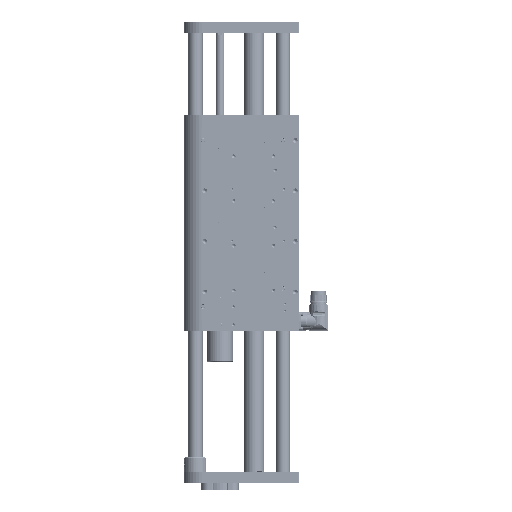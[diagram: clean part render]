
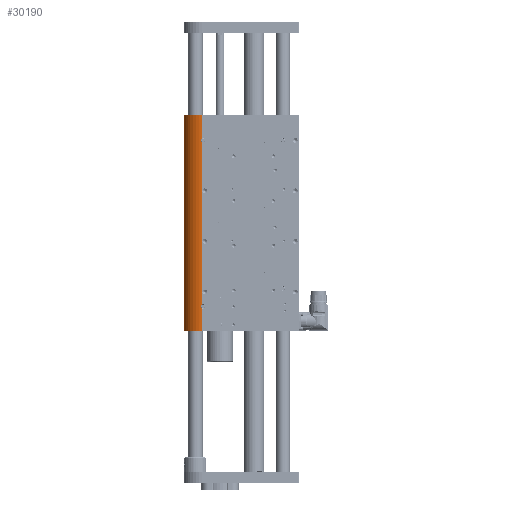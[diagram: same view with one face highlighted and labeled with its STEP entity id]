
A CAD part, left-side view. The second image highlights one B-rep face of the part: STEP entity #30190.
In plain terms, the highlighted cylindrical face has radius 25 mm (diameter 50 mm), a partial arc.
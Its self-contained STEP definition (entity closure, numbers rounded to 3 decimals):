
#2993 = CARTESIAN_POINT ( 'NONE',  ( -25., 72., 299. ) ) ;
#3003 = DIRECTION ( 'NONE',  ( 0., 0., -1. ) ) ;
#3660 = CARTESIAN_POINT ( 'NONE',  ( 25., 72., 299. ) ) ;
#4894 = VECTOR ( 'NONE', #50858, 1000. ) ;
#5335 = EDGE_CURVE ( 'NONE', #58109, #45402, #126745, .T. ) ;
#7204 = CARTESIAN_POINT ( 'NONE',  ( -25., 72., 37.127 ) ) ;
#9761 = VECTOR ( 'NONE', #77061, 1000. ) ;
#10243 = CARTESIAN_POINT ( 'NONE',  ( -24.958, 73.44, 265.024 ) ) ;
#11228 = VERTEX_POINT ( 'NONE', #40436 ) ;
#11807 = CARTESIAN_POINT ( 'NONE',  ( 25., 72., 299. ) ) ;
#13058 = CARTESIAN_POINT ( 'NONE',  ( -24.988, 72.807, 36.455 ) ) ;
#13841 = CARTESIAN_POINT ( 'NONE',  ( -24.988, 72.807, 32.545 ) ) ;
#14794 = VECTOR ( 'NONE', #3003, 1000. ) ;
#15430 = CARTESIAN_POINT ( 'NONE',  ( -24.971, 73.22, 33.218 ) ) ;
#16220 = CARTESIAN_POINT ( 'NONE',  ( -24.96, 73.415, 35.155 ) ) ;
#16652 = LINE ( 'NONE', #3660, #4894 ) ;
#22497 = CARTESIAN_POINT ( 'NONE',  ( -24.982, 72.963, 262.756 ) ) ;
#22887 = VECTOR ( 'NONE', #156555, 1000. ) ;
#25108 = CIRCLE ( 'NONE', #126451, 25. ) ;
#25261 = CARTESIAN_POINT ( 'NONE',  ( -24.982, 72.964, 36.244 ) ) ;
#30190 = ADVANCED_FACE ( 'NONE', ( #32093 ), #103840, .T. ) ;
#30417 = LINE ( 'NONE', #118331, #22887 ) ;
#32093 = FACE_OUTER_BOUND ( 'NONE', #38760, .T. ) ;
#32250 = CARTESIAN_POINT ( 'NONE',  ( -24.965, 73.317, 265.537 ) ) ;
#33870 = CARTESIAN_POINT ( 'NONE',  ( -24.96, 73.415, 265.155 ) ) ;
#34661 = CARTESIAN_POINT ( 'NONE',  ( -24.956, 73.481, 264.632 ) ) ;
#38653 = CARTESIAN_POINT ( 'NONE',  ( 25., 72., 0. ) ) ;
#38760 = EDGE_LOOP ( 'NONE', ( #97682, #104200, #118472, #80966, #122458, #49280, #124554, #56013 ) ) ;
#40436 = CARTESIAN_POINT ( 'NONE',  ( -25., 72., 299. ) ) ;
#40607 = CARTESIAN_POINT ( 'NONE',  ( -24.958, 73.448, 33.973 ) ) ;
#41421 = CARTESIAN_POINT ( 'NONE',  ( -24.97, 73.221, 35.78 ) ) ;
#45236 = EDGE_CURVE ( 'NONE', #100008, #11228, #25108, .T. ) ;
#45352 = AXIS2_PLACEMENT_3D ( 'NONE', #130649, #129852, #154242 ) ;
#45402 = VERTEX_POINT ( 'NONE', #100451 ) ;
#45926 = DIRECTION ( 'NONE',  ( 1., 0., 0. ) ) ;
#49280 = ORIENTED_EDGE ( 'NONE', *, *, #45236, .F. ) ;
#49310 = CIRCLE ( 'NONE', #80560, 25. ) ;
#50858 = DIRECTION ( 'NONE',  ( 0., 0., -1. ) ) ;
#51241 = CARTESIAN_POINT ( 'NONE',  ( -24.982, 72.963, 32.756 ) ) ;
#52808 = B_SPLINE_CURVE_WITH_KNOTS ( 'NONE', 3,
 ( #127791, #137572, #125402, #13841, #51241, #15430, #152186, #40607, #90365, #139964, #103378, #78108, #16220, #115560, #41421, #25261, #13058, #66672, #130194, #7204 ),
 .UNSPECIFIED., .F., .F.,
 ( 4, 2, 2, 2, 2, 2, 2, 2, 2, 4 ),
 ( 0., 0.001, 0.002, 0.003, 0.003, 0.004, 0.004, 0.005, 0.006, 0.006 ),
 .UNSPECIFIED. ) ;
#56013 = ORIENTED_EDGE ( 'NONE', *, *, #157967, .T. ) ;
#58109 = VERTEX_POINT ( 'NONE', #63045 ) ;
#58177 = DIRECTION ( 'NONE',  ( 0., 0., 1. ) ) ;
#58265 = CARTESIAN_POINT ( 'NONE',  ( -25., 72.23, 266.996 ) ) ;
#58700 = B_SPLINE_CURVE_WITH_KNOTS ( 'NONE', 3,
 ( #95776, #144578, #107185, #156809, #22497, #145393, #143767, #156007, #94146, #34661, #109594, #10243, #33870, #32250, #134005, #158422, #82710, #132403, #58265, #59866 ),
 .UNSPECIFIED., .F., .F.,
 ( 4, 2, 2, 2, 2, 2, 2, 2, 2, 4 ),
 ( 0., 0.001, 0.002, 0.003, 0.003, 0.004, 0.004, 0.005, 0.006, 0.006 ),
 .UNSPECIFIED. ) ;
#59866 = CARTESIAN_POINT ( 'NONE',  ( -25., 72., 267.127 ) ) ;
#63045 = CARTESIAN_POINT ( 'NONE',  ( -25., 72., 31.873 ) ) ;
#63213 = CARTESIAN_POINT ( 'NONE',  ( -25., 72., 37.127 ) ) ;
#64976 = VERTEX_POINT ( 'NONE', #142995 ) ;
#66672 = CARTESIAN_POINT ( 'NONE',  ( -24.997, 72.441, 36.831 ) ) ;
#71905 = CARTESIAN_POINT ( 'NONE',  ( 0., 72., 299. ) ) ;
#77061 = DIRECTION ( 'NONE',  ( 0., 0., -1. ) ) ;
#78108 = CARTESIAN_POINT ( 'NONE',  ( -24.958, 73.44, 35.024 ) ) ;
#80560 = AXIS2_PLACEMENT_3D ( 'NONE', #124147, #58177, #45926 ) ;
#80966 = ORIENTED_EDGE ( 'NONE', *, *, #146201, .T. ) ;
#82710 = CARTESIAN_POINT ( 'NONE',  ( -24.988, 72.807, 266.455 ) ) ;
#90365 = CARTESIAN_POINT ( 'NONE',  ( -24.956, 73.481, 34.239 ) ) ;
#94146 = CARTESIAN_POINT ( 'NONE',  ( -24.956, 73.481, 264.239 ) ) ;
#95776 = CARTESIAN_POINT ( 'NONE',  ( -25., 72., 261.873 ) ) ;
#97682 = ORIENTED_EDGE ( 'NONE', *, *, #5335, .F. ) ;
#100008 = VERTEX_POINT ( 'NONE', #11807 ) ;
#100451 = CARTESIAN_POINT ( 'NONE',  ( -25., 72., 0. ) ) ;
#103118 = EDGE_CURVE ( 'NONE', #100008, #115586, #16652, .T. ) ;
#103378 = CARTESIAN_POINT ( 'NONE',  ( -24.957, 73.473, 34.762 ) ) ;
#103840 = CYLINDRICAL_SURFACE ( 'NONE', #45352, 25. ) ;
#104200 = ORIENTED_EDGE ( 'NONE', *, *, #147781, .T. ) ;
#107185 = CARTESIAN_POINT ( 'NONE',  ( -24.997, 72.438, 262.166 ) ) ;
#109594 = CARTESIAN_POINT ( 'NONE',  ( -24.957, 73.473, 264.762 ) ) ;
#114508 = LINE ( 'NONE', #2993, #9761 ) ;
#114517 = CARTESIAN_POINT ( 'NONE',  ( -25., 72., 299. ) ) ;
#115560 = CARTESIAN_POINT ( 'NONE',  ( -24.965, 73.317, 35.537 ) ) ;
#115586 = VERTEX_POINT ( 'NONE', #38653 ) ;
#116415 = EDGE_CURVE ( 'NONE', #11228, #64976, #30417, .T. ) ;
#118331 = CARTESIAN_POINT ( 'NONE',  ( -25., 72., 299. ) ) ;
#118472 = ORIENTED_EDGE ( 'NONE', *, *, #134532, .F. ) ;
#121592 = DIRECTION ( 'NONE',  ( 0., 0., 1. ) ) ;
#122458 = ORIENTED_EDGE ( 'NONE', *, *, #116415, .F. ) ;
#124147 = CARTESIAN_POINT ( 'NONE',  ( 0., 72., 0. ) ) ;
#124554 = ORIENTED_EDGE ( 'NONE', *, *, #103118, .T. ) ;
#125402 = CARTESIAN_POINT ( 'NONE',  ( -24.997, 72.438, 32.166 ) ) ;
#126451 = AXIS2_PLACEMENT_3D ( 'NONE', #71905, #121592, #135414 ) ;
#126745 = LINE ( 'NONE', #114517, #14794 ) ;
#127129 = VERTEX_POINT ( 'NONE', #160256 ) ;
#127791 = CARTESIAN_POINT ( 'NONE',  ( -25., 72., 31.873 ) ) ;
#129852 = DIRECTION ( 'NONE',  ( 0., 0., -1. ) ) ;
#130194 = CARTESIAN_POINT ( 'NONE',  ( -25., 72.23, 36.996 ) ) ;
#130649 = CARTESIAN_POINT ( 'NONE',  ( 0., 72., 299. ) ) ;
#132403 = CARTESIAN_POINT ( 'NONE',  ( -24.997, 72.441, 266.831 ) ) ;
#134005 = CARTESIAN_POINT ( 'NONE',  ( -24.97, 73.221, 265.78 ) ) ;
#134532 = EDGE_CURVE ( 'NONE', #127129, #134561, #114508, .T. ) ;
#134561 = VERTEX_POINT ( 'NONE', #63213 ) ;
#135414 = DIRECTION ( 'NONE',  ( 1., 0., 0. ) ) ;
#137572 = CARTESIAN_POINT ( 'NONE',  ( -25., 72.229, 32.004 ) ) ;
#139964 = CARTESIAN_POINT ( 'NONE',  ( -24.956, 73.481, 34.632 ) ) ;
#142995 = CARTESIAN_POINT ( 'NONE',  ( -25., 72., 267.127 ) ) ;
#143767 = CARTESIAN_POINT ( 'NONE',  ( -24.965, 73.317, 263.464 ) ) ;
#144578 = CARTESIAN_POINT ( 'NONE',  ( -25., 72.229, 262.004 ) ) ;
#145393 = CARTESIAN_POINT ( 'NONE',  ( -24.971, 73.22, 263.218 ) ) ;
#146201 = EDGE_CURVE ( 'NONE', #127129, #64976, #58700, .T. ) ;
#147781 = EDGE_CURVE ( 'NONE', #58109, #134561, #52808, .T. ) ;
#152186 = CARTESIAN_POINT ( 'NONE',  ( -24.965, 73.317, 33.464 ) ) ;
#154242 = DIRECTION ( 'NONE',  ( -1., 0., 0. ) ) ;
#156007 = CARTESIAN_POINT ( 'NONE',  ( -24.958, 73.448, 263.973 ) ) ;
#156555 = DIRECTION ( 'NONE',  ( 0., 0., -1. ) ) ;
#156809 = CARTESIAN_POINT ( 'NONE',  ( -24.988, 72.807, 262.545 ) ) ;
#157967 = EDGE_CURVE ( 'NONE', #115586, #45402, #49310, .T. ) ;
#158422 = CARTESIAN_POINT ( 'NONE',  ( -24.982, 72.964, 266.244 ) ) ;
#160256 = CARTESIAN_POINT ( 'NONE',  ( -25., 72., 261.873 ) ) ;
